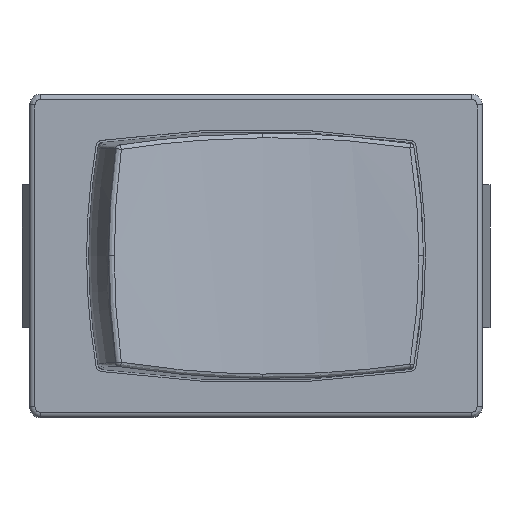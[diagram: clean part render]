
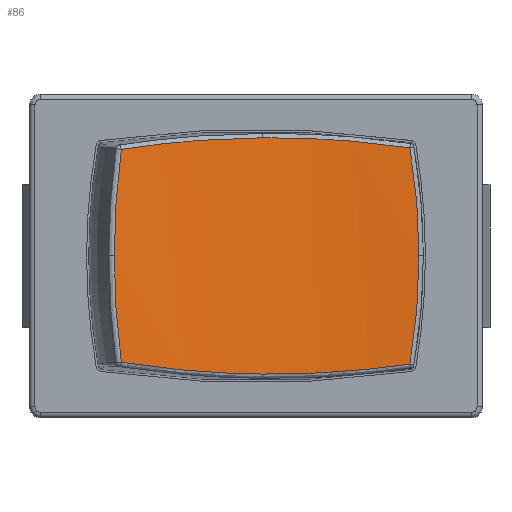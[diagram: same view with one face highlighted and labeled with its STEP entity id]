
A CAD part, top view. The second image highlights one B-rep face of the part: STEP entity #86.
In plain terms, the highlighted cylindrical face has radius 30 mm (diameter 60 mm), a partial arc.
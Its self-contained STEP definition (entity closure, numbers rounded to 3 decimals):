
#86=ADVANCED_FACE('',(#391),#392,.F.);
#391=FACE_OUTER_BOUND('',#1155,.T.);
#392=CYLINDRICAL_SURFACE('',#1156,30.0);
#1155=EDGE_LOOP('',(#2249,#2250,#2251,#2252,#2253,#2254,#2255,#2256));
#1156=AXIS2_PLACEMENT_3D('',#2257,#2258,#2259);
#2249=ORIENTED_EDGE('',*,*,#4242,.T.);
#2250=ORIENTED_EDGE('',*,*,#4243,.T.);
#2251=ORIENTED_EDGE('',*,*,#4244,.T.);
#2252=ORIENTED_EDGE('',*,*,#4241,.T.);
#2253=ORIENTED_EDGE('',*,*,#4245,.T.);
#2254=ORIENTED_EDGE('',*,*,#4231,.F.);
#2255=ORIENTED_EDGE('',*,*,#4229,.F.);
#2256=ORIENTED_EDGE('',*,*,#4246,.T.);
#2257=CARTESIAN_POINT('',(7.982,-5.775,32.019));
#2258=DIRECTION('',(0.0,-1.0,0.0));
#2259=DIRECTION('',(1.0,0.0,0.0));
#4229=EDGE_CURVE('',#4884,#5048,#5049,.T.);
#4231=EDGE_CURVE('',#5048,#5051,#5052,.T.);
#4241=EDGE_CURVE('',#4874,#5064,#5066,.T.);
#4242=EDGE_CURVE('',#5067,#4878,#5068,.T.);
#4243=EDGE_CURVE('',#4878,#5069,#5070,.T.);
#4244=EDGE_CURVE('',#5069,#4874,#5071,.T.);
#4245=EDGE_CURVE('',#5064,#5051,#5072,.T.);
#4246=EDGE_CURVE('',#4884,#5067,#5073,.T.);
#4874=VERTEX_POINT('',#6081);
#4878=VERTEX_POINT('',#6085);
#4884=VERTEX_POINT('',#6097);
#5048=VERTEX_POINT('',#6359);
#5049=B_SPLINE_CURVE_WITH_KNOTS('',3,(#6360,#6361,#6362,#6363,#6364,#6365,#6366,#6367,#6368),.UNSPECIFIED.,.F.,.F.,(4,1,1,1,1,1,4),(0.0,0.167,0.333,0.5,0.667,0.833,1.0),.UNSPECIFIED.);
#5051=VERTEX_POINT('',#6370);
#5052=B_SPLINE_CURVE_WITH_KNOTS('',3,(#6371,#6372,#6373,#6374,#6375,#6376,#6377,#6378,#6379),.UNSPECIFIED.,.F.,.F.,(4,1,1,1,1,1,4),(0.0,0.167,0.333,0.5,0.667,0.833,1.0),.UNSPECIFIED.);
#5064=VERTEX_POINT('',#6421);
#5066=B_SPLINE_CURVE_WITH_KNOTS('',3,(#6423,#6424,#6425,#6426,#6427,#6428,#6429),.UNSPECIFIED.,.F.,.F.,(4,1,1,1,4),(0.0,0.25,0.5,0.75,1.0),.UNSPECIFIED.);
#5067=VERTEX_POINT('',#6430);
#5068=B_SPLINE_CURVE_WITH_KNOTS('',3,(#6431,#6432,#6433,#6434,#6435,#6436,#6437),.UNSPECIFIED.,.F.,.F.,(4,1,1,1,4),(0.0,0.25,0.5,0.75,1.0),.UNSPECIFIED.);
#5069=VERTEX_POINT('',#6438);
#5070=B_SPLINE_CURVE_WITH_KNOTS('',3,(#6439,#6440,#6441,#6442,#6443,#6444,#6445,#6446,#6447),.UNSPECIFIED.,.F.,.F.,(4,1,1,1,1,1,4),(0.0,0.167,0.333,0.5,0.667,0.833,1.0),.UNSPECIFIED.);
#5071=B_SPLINE_CURVE_WITH_KNOTS('',3,(#6448,#6449,#6450,#6451,#6452,#6453,#6454,#6455,#6456),.UNSPECIFIED.,.F.,.F.,(4,1,1,1,1,1,4),(0.0,0.167,0.333,0.5,0.667,0.833,1.0),.UNSPECIFIED.);
#5072=B_SPLINE_CURVE_WITH_KNOTS('',3,(#6457,#6458,#6459,#6460,#6461,#6462,#6463,#6464),.UNSPECIFIED.,.F.,.F.,(4,1,1,1,1,4),(0.0,0.2,0.4,0.6,0.8,1.0),.UNSPECIFIED.);
#5073=B_SPLINE_CURVE_WITH_KNOTS('',3,(#6465,#6466,#6467,#6468,#6469,#6470,#6471),.UNSPECIFIED.,.F.,.F.,(4,1,1,1,4),(0.0,0.25,0.5,0.75,1.0),.UNSPECIFIED.);
#6081=CARTESIAN_POINT('',(-6.242,-4.935,5.605));
#6085=CARTESIAN_POINT('',(-6.242,4.935,5.605));
#6097=CARTESIAN_POINT('',(7.134,5.017,2.031));
#6359=CARTESIAN_POINT('',(7.558,0.,2.022));
#6360=CARTESIAN_POINT('',(7.134,5.017,2.031));
#6361=CARTESIAN_POINT('',(7.185,4.72,2.03));
#6362=CARTESIAN_POINT('',(7.275,4.133,2.027));
#6363=CARTESIAN_POINT('',(7.381,3.281,2.025));
#6364=CARTESIAN_POINT('',(7.462,2.444,2.024));
#6365=CARTESIAN_POINT('',(7.517,1.624,2.023));
#6366=CARTESIAN_POINT('',(7.55,0.811,2.022));
#6367=CARTESIAN_POINT('',(7.558,0.27,2.022));
#6368=CARTESIAN_POINT('',(7.558,0.,2.022));
#6370=CARTESIAN_POINT('',(7.134,-5.017,2.031));
#6371=CARTESIAN_POINT('',(7.558,0.,2.022));
#6372=CARTESIAN_POINT('',(7.558,-0.262,2.022));
#6373=CARTESIAN_POINT('',(7.551,-0.79,2.022));
#6374=CARTESIAN_POINT('',(7.519,-1.588,2.023));
#6375=CARTESIAN_POINT('',(7.465,-2.403,2.024));
#6376=CARTESIAN_POINT('',(7.386,-3.235,2.025));
#6377=CARTESIAN_POINT('',(7.282,-4.086,2.027));
#6378=CARTESIAN_POINT('',(7.188,-4.701,2.03));
#6379=CARTESIAN_POINT('',(7.134,-5.017,2.031));
#6421=CARTESIAN_POINT('',(0.317,-5.479,3.015));
#6423=CARTESIAN_POINT('',(-6.242,-4.935,5.605));
#6424=CARTESIAN_POINT('',(-5.715,-5.019,5.322));
#6425=CARTESIAN_POINT('',(-4.649,-5.168,4.788));
#6426=CARTESIAN_POINT('',(-3.023,-5.335,4.092));
#6427=CARTESIAN_POINT('',(-1.366,-5.443,3.495));
#6428=CARTESIAN_POINT('',(-0.246,-5.474,3.164));
#6429=CARTESIAN_POINT('',(0.317,-5.479,3.015));
#6430=CARTESIAN_POINT('',(0.317,5.479,3.015));
#6431=CARTESIAN_POINT('',(0.317,5.479,3.015));
#6432=CARTESIAN_POINT('',(-0.24,5.474,3.162));
#6433=CARTESIAN_POINT('',(-1.349,5.444,3.489));
#6434=CARTESIAN_POINT('',(-2.991,5.337,4.08));
#6435=CARTESIAN_POINT('',(-4.607,5.173,4.769));
#6436=CARTESIAN_POINT('',(-5.698,5.021,5.312));
#6437=CARTESIAN_POINT('',(-6.242,4.935,5.605));
#6438=CARTESIAN_POINT('',(-6.572,-0.001,5.786));
#6439=CARTESIAN_POINT('',(-6.242,4.935,5.605));
#6440=CARTESIAN_POINT('',(-6.282,4.639,5.627));
#6441=CARTESIAN_POINT('',(-6.353,4.055,5.666));
#6442=CARTESIAN_POINT('',(-6.436,3.212,5.711));
#6443=CARTESIAN_POINT('',(-6.498,2.39,5.745));
#6444=CARTESIAN_POINT('',(-6.541,1.586,5.769));
#6445=CARTESIAN_POINT('',(-6.566,0.792,5.783));
#6446=CARTESIAN_POINT('',(-6.572,0.263,5.786));
#6447=CARTESIAN_POINT('',(-6.572,-0.001,5.786));
#6448=CARTESIAN_POINT('',(-6.572,-0.001,5.786));
#6449=CARTESIAN_POINT('',(-6.572,-0.257,5.786));
#6450=CARTESIAN_POINT('',(-6.567,-0.771,5.783));
#6451=CARTESIAN_POINT('',(-6.542,-1.551,5.769));
#6452=CARTESIAN_POINT('',(-6.501,-2.35,5.746));
#6453=CARTESIAN_POINT('',(-6.44,-3.171,5.713));
#6454=CARTESIAN_POINT('',(-6.357,-4.019,5.668));
#6455=CARTESIAN_POINT('',(-6.284,-4.624,5.628));
#6456=CARTESIAN_POINT('',(-6.242,-4.935,5.605));
#6457=CARTESIAN_POINT('',(0.317,-5.479,3.015));
#6458=CARTESIAN_POINT('',(0.877,-5.483,2.867));
#6459=CARTESIAN_POINT('',(1.96,-5.472,2.615));
#6460=CARTESIAN_POINT('',(3.474,-5.402,2.348));
#6461=CARTESIAN_POINT('',(4.831,-5.296,2.176));
#6462=CARTESIAN_POINT('',(6.04,-5.166,2.075));
#6463=CARTESIAN_POINT('',(6.782,-5.068,2.041));
#6464=CARTESIAN_POINT('',(7.134,-5.017,2.031));
#6465=CARTESIAN_POINT('',(7.134,5.017,2.031));
#6466=CARTESIAN_POINT('',(6.686,5.082,2.044));
#6467=CARTESIAN_POINT('',(5.724,5.207,2.091));
#6468=CARTESIAN_POINT('',(4.091,5.363,2.255));
#6469=CARTESIAN_POINT('',(2.247,5.467,2.551));
#6470=CARTESIAN_POINT('',(0.971,5.484,2.842));
#6471=CARTESIAN_POINT('',(0.317,5.479,3.015));
